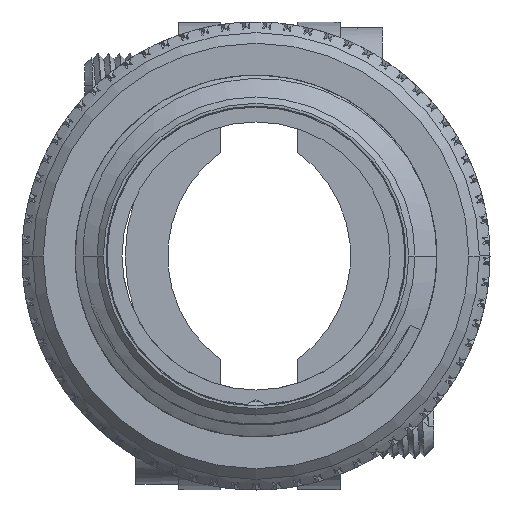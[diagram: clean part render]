
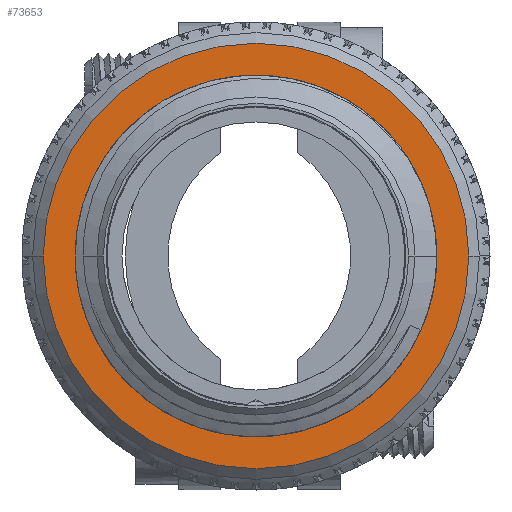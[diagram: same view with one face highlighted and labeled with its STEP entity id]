
A CAD part, left-side view. The second image highlights one B-rep face of the part: STEP entity #73653.
In plain terms, the highlighted planar face has unit normal (-1, 0, 0).
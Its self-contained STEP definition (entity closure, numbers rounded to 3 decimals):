
#28848=CARTESIAN_POINT('',(7.,0.,0.));
#28849=DIRECTION('',(-1.,0.,0.));
#28850=DIRECTION('',(0.,1.,0.));
#28851=AXIS2_PLACEMENT_3D('',#28848,#28849,#28850);
#28853=CARTESIAN_POINT('',(7.,0.,0.));
#28854=DIRECTION('',(1.,0.,0.));
#28855=DIRECTION('',(0.,1.,0.));
#28856=AXIS2_PLACEMENT_3D('',#28853,#28854,#28855);
#28858=CARTESIAN_POINT('',(7.,0.,0.));
#28859=DIRECTION('',(1.,0.,0.));
#28860=DIRECTION('',(0.,1.,0.));
#28861=AXIS2_PLACEMENT_3D('',#28858,#28859,#28860);
#28863=CARTESIAN_POINT('',(7.,0.,0.));
#28864=DIRECTION('',(-1.,0.,0.));
#28865=DIRECTION('',(0.,1.,0.));
#28866=AXIS2_PLACEMENT_3D('',#28863,#28864,#28865);
#29364=CARTESIAN_POINT('',(7.,10.,0.));
#29365=VERTEX_POINT('',#29364);
#29366=CARTESIAN_POINT('',(7.,7.75,0.));
#29368=VERTEX_POINT('',#29366);
#29382=CARTESIAN_POINT('',(7.,-10.,0.));
#29383=VERTEX_POINT('',#29382);
#29384=CARTESIAN_POINT('',(7.,-7.75,0.));
#29386=VERTEX_POINT('',#29384);
#73638=CARTESIAN_POINT('',(7.,0.,0.));
#73639=DIRECTION('',(1.,0.,0.));
#73640=DIRECTION('',(0.,-1.,0.));
#73641=AXIS2_PLACEMENT_3D('',#73638,#73639,#73640);
#73642=PLANE('260',#73641);
#73644=ORIENTED_EDGE('3225',*,*,#73643,.T.);
#73646=ORIENTED_EDGE('3236',*,*,#73645,.F.);
#73647=EDGE_LOOP('260',(#73644,#73646));
#73648=FACE_OUTER_BOUND('260',#73647,.F.);
#73649=ORIENTED_EDGE('3237',*,*,#73620,.T.);
#73650=ORIENTED_EDGE('3226',*,*,#73631,.F.);
#73651=EDGE_LOOP('260',(#73649,#73650));
#73652=FACE_BOUND('260',#73651,.F.);
#28852=CIRCLE('3237',#28851,7.75);
#28857=CIRCLE('3226',#28856,7.75);
#28862=CIRCLE('3225',#28861,10.);
#28867=CIRCLE('3236',#28866,10.);
#73620=EDGE_CURVE('3237',#29368,#29386,#28852,.T.);
#73631=EDGE_CURVE('3226',#29368,#29386,#28857,.T.);
#73643=EDGE_CURVE('3225',#29365,#29383,#28862,.T.);
#73645=EDGE_CURVE('3236',#29365,#29383,#28867,.T.);
#73653=ADVANCED_FACE('260',(#73648,#73652),#73642,.F.);
